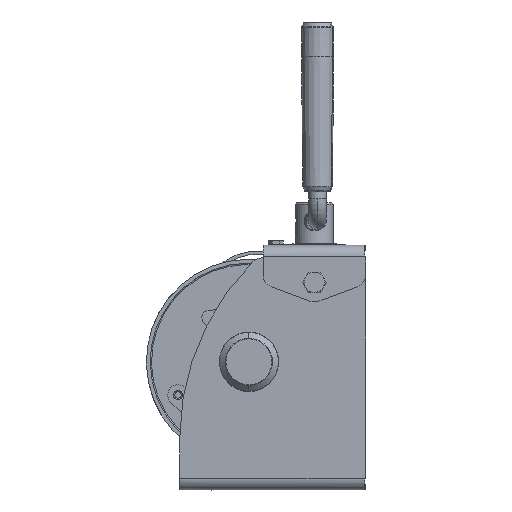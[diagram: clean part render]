
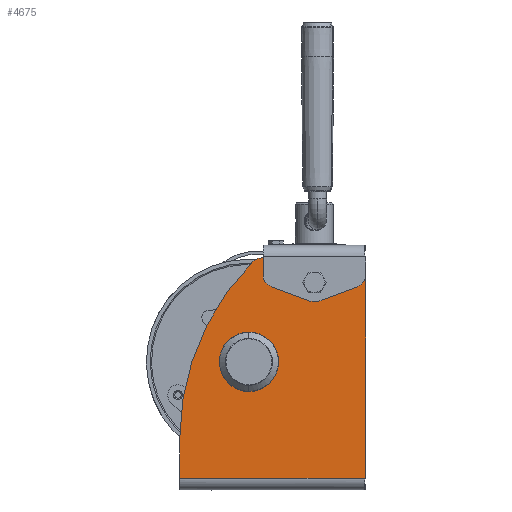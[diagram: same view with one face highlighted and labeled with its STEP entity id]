
A CAD part, left-side view. The second image highlights one B-rep face of the part: STEP entity #4675.
In plain terms, the highlighted planar face has unit normal (-1, 0, 0).
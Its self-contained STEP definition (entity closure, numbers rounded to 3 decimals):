
#575 = LINE ( 'NONE', #32403, #11145 ) ;
#1313 = CIRCLE ( 'NONE', #7093, 10. ) ;
#1836 = AXIS2_PLACEMENT_3D ( 'NONE', #22523, #3202, #25698 ) ;
#2387 = DIRECTION ( 'NONE',  ( 0., 0., -1. ) ) ;
#3134 = ORIENTED_EDGE ( 'NONE', *, *, #8183, .T. ) ;
#3202 = DIRECTION ( 'NONE',  ( 1., 0., 0. ) ) ;
#3773 = FACE_BOUND ( 'NONE', #19848, .T. ) ;
#3905 = EDGE_CURVE ( 'NONE', #34213, #27248, #1313, .T. ) ;
#4675 = ADVANCED_FACE ( 'NONE', ( #3773, #28408, #20955 ), #40409, .F. ) ;
#4834 = CIRCLE ( 'NONE', #12417, 12.75 ) ;
#5228 = CARTESIAN_POINT ( 'NONE',  ( -4., 0., 4. ) ) ;
#5483 = CIRCLE ( 'NONE', #30716, 5.25 ) ;
#6222 = CARTESIAN_POINT ( 'NONE',  ( -4., 145., 4. ) ) ;
#6537 = CARTESIAN_POINT ( 'NONE',  ( -4., 91., 112.75 ) ) ;
#6670 = EDGE_CURVE ( 'NONE', #33388, #34213, #32776, .T. ) ;
#6896 = DIRECTION ( 'NONE',  ( 1., 0., 0. ) ) ;
#6973 = AXIS2_PLACEMENT_3D ( 'NONE', #26136, #6896, #29314 ) ;
#7093 = AXIS2_PLACEMENT_3D ( 'NONE', #11175, #33621, #14440 ) ;
#8104 = LINE ( 'NONE', #6222, #16695 ) ;
#8183 = EDGE_CURVE ( 'NONE', #25439, #20558, #16035, .T. ) ;
#8982 = ORIENTED_EDGE ( 'NONE', *, *, #20734, .T. ) ;
#9033 = DIRECTION ( 'NONE',  ( 0., 1., 0. ) ) ;
#9378 = EDGE_CURVE ( 'NONE', #34899, #26150, #4834, .T. ) ;
#9747 = CARTESIAN_POINT ( 'NONE',  ( -4., 0., 9. ) ) ;
#10093 = EDGE_CURVE ( 'NONE', #39721, #33388, #11347, .T. ) ;
#10211 = AXIS2_PLACEMENT_3D ( 'NONE', #34666, #15508, #37822 ) ;
#10480 = ORIENTED_EDGE ( 'NONE', *, *, #9378, .T. ) ;
#10735 = CARTESIAN_POINT ( 'NONE',  ( -4., 145., 40. ) ) ;
#10974 = CARTESIAN_POINT ( 'NONE',  ( -4., 0.13, 9.807 ) ) ;
#11145 = VECTOR ( 'NONE', #38748, 1000. ) ;
#11175 = CARTESIAN_POINT ( 'NONE',  ( -4., 80.908, 171. ) ) ;
#11188 = VECTOR ( 'NONE', #9033, 1000. ) ;
#11347 = CIRCLE ( 'NONE', #38656, 3. ) ;
#11696 = DIRECTION ( 'NONE',  ( 1., 0., 0. ) ) ;
#11993 = AXIS2_PLACEMENT_3D ( 'NONE', #5228, #11696, #34127 ) ;
#12158 = CARTESIAN_POINT ( 'NONE',  ( -4., 3., 178. ) ) ;
#12417 = AXIS2_PLACEMENT_3D ( 'NONE', #19236, #41582, #22474 ) ;
#12789 = VECTOR ( 'NONE', #25910, 1000. ) ;
#13148 = ORIENTED_EDGE ( 'NONE', *, *, #29607, .T. ) ;
#13423 = CARTESIAN_POINT ( 'NONE',  ( -4., 40., 162. ) ) ;
#14440 = DIRECTION ( 'NONE',  ( 0., 0., -1. ) ) ;
#15080 = DIRECTION ( 'NONE',  ( 0., 0., 1. ) ) ;
#15420 = DIRECTION ( 'NONE',  ( 0., 0., -1. ) ) ;
#15508 = DIRECTION ( 'NONE',  ( -1., 0., 0. ) ) ;
#15618 = CARTESIAN_POINT ( 'NONE',  ( -4., 0.358, 9. ) ) ;
#16035 = CIRCLE ( 'NONE', #6973, 20. ) ;
#16186 = ORIENTED_EDGE ( 'NONE', *, *, #39542, .F. ) ;
#16263 = CARTESIAN_POINT ( 'NONE',  ( -4., 40., 156.75 ) ) ;
#16320 = CARTESIAN_POINT ( 'NONE',  ( -4., 3., 10.682 ) ) ;
#16379 = CARTESIAN_POINT ( 'NONE',  ( -4., 145., 9. ) ) ;
#16679 = DIRECTION ( 'NONE',  ( 0., 0., -1. ) ) ;
#16695 = VECTOR ( 'NONE', #25503, 1000. ) ;
#16748 = AXIS2_PLACEMENT_3D ( 'NONE', #13423, #35795, #16679 ) ;
#16873 = ORIENTED_EDGE ( 'NONE', *, *, #22247, .T. ) ;
#17772 = VERTEX_POINT ( 'NONE', #30127 ) ;
#18943 = CARTESIAN_POINT ( 'NONE',  ( -4., 145., 181. ) ) ;
#19236 = CARTESIAN_POINT ( 'NONE',  ( -4., 91., 100. ) ) ;
#19593 = DIRECTION ( 'NONE',  ( 0., 0., -1. ) ) ;
#19848 = EDGE_LOOP ( 'NONE', ( #24243, #29763 ) ) ;
#19989 = ORIENTED_EDGE ( 'NONE', *, *, #29509, .T. ) ;
#20558 = VERTEX_POINT ( 'NONE', #10974 ) ;
#20734 = EDGE_CURVE ( 'NONE', #20558, #30433, #22845, .T. ) ;
#20923 = CARTESIAN_POINT ( 'NONE',  ( -4., 3., 181. ) ) ;
#20955 = FACE_OUTER_BOUND ( 'NONE', #27413, .T. ) ;
#21377 = LINE ( 'NONE', #9747, #12789 ) ;
#21681 = DIRECTION ( 'NONE',  ( 1., 0., 0. ) ) ;
#22247 = EDGE_CURVE ( 'NONE', #36874, #30124, #8104, .T. ) ;
#22474 = DIRECTION ( 'NONE',  ( 0., 0., -1. ) ) ;
#22523 = CARTESIAN_POINT ( 'NONE',  ( -4., 91., 100. ) ) ;
#22845 = CIRCLE ( 'NONE', #25429, 3. ) ;
#23368 = ORIENTED_EDGE ( 'NONE', *, *, #10093, .T. ) ;
#23825 = ORIENTED_EDGE ( 'NONE', *, *, #30551, .T. ) ;
#23939 = EDGE_CURVE ( 'NONE', #28749, #33057, #5483, .T. ) ;
#24243 = ORIENTED_EDGE ( 'NONE', *, *, #33144, .T. ) ;
#25429 = AXIS2_PLACEMENT_3D ( 'NONE', #16320, #38631, #19593 ) ;
#25439 = VERTEX_POINT ( 'NONE', #15618 ) ;
#25503 = DIRECTION ( 'NONE',  ( 0., 0., -1. ) ) ;
#25698 = DIRECTION ( 'NONE',  ( 0., 0., -1. ) ) ;
#25910 = DIRECTION ( 'NONE',  ( 0., 1., 0. ) ) ;
#26136 = CARTESIAN_POINT ( 'NONE',  ( -4., -19., 3.973 ) ) ;
#26150 = VERTEX_POINT ( 'NONE', #6537 ) ;
#27248 = VERTEX_POINT ( 'NONE', #37911 ) ;
#27413 = EDGE_LOOP ( 'NONE', ( #3134, #8982, #38759, #23368, #34176, #29586, #23825, #16873, #16186 ) ) ;
#27900 = EDGE_LOOP ( 'NONE', ( #10480, #19989, #13148 ) ) ;
#28244 = CIRCLE ( 'NONE', #1836, 12.75 ) ;
#28408 = FACE_BOUND ( 'NONE', #27900, .T. ) ;
#28749 = VERTEX_POINT ( 'NONE', #29875 ) ;
#29314 = DIRECTION ( 'NONE',  ( 0., 0., -1. ) ) ;
#29509 = EDGE_CURVE ( 'NONE', #26150, #17772, #28244, .T. ) ;
#29586 = ORIENTED_EDGE ( 'NONE', *, *, #3905, .T. ) ;
#29607 = EDGE_CURVE ( 'NONE', #17772, #34899, #575, .T. ) ;
#29763 = ORIENTED_EDGE ( 'NONE', *, *, #23939, .T. ) ;
#29875 = CARTESIAN_POINT ( 'NONE',  ( -4., 40., 167.25 ) ) ;
#30124 = VERTEX_POINT ( 'NONE', #16379 ) ;
#30127 = CARTESIAN_POINT ( 'NONE',  ( -4., 83.767, 89.5 ) ) ;
#30433 = VERTEX_POINT ( 'NONE', #33991 ) ;
#30551 = EDGE_CURVE ( 'NONE', #27248, #36874, #38127, .T. ) ;
#30716 = AXIS2_PLACEMENT_3D ( 'NONE', #40769, #21681, #2387 ) ;
#32015 = CARTESIAN_POINT ( 'NONE',  ( -4., 80.908, 181. ) ) ;
#32403 = CARTESIAN_POINT ( 'NONE',  ( -4., 98.233, 89.5 ) ) ;
#32776 = LINE ( 'NONE', #18943, #11188 ) ;
#33057 = VERTEX_POINT ( 'NONE', #16263 ) ;
#33144 = EDGE_CURVE ( 'NONE', #33057, #28749, #39054, .T. ) ;
#33388 = VERTEX_POINT ( 'NONE', #20923 ) ;
#33621 = DIRECTION ( 'NONE',  ( -1., 0., 0. ) ) ;
#33991 = CARTESIAN_POINT ( 'NONE',  ( -4., 0., 10.682 ) ) ;
#34127 = DIRECTION ( 'NONE',  ( 0., 0., -1. ) ) ;
#34176 = ORIENTED_EDGE ( 'NONE', *, *, #6670, .T. ) ;
#34213 = VERTEX_POINT ( 'NONE', #32015 ) ;
#34585 = DIRECTION ( 'NONE',  ( -1., 0., 0. ) ) ;
#34666 = CARTESIAN_POINT ( 'NONE',  ( -4., -50.675, 40. ) ) ;
#34899 = VERTEX_POINT ( 'NONE', #35122 ) ;
#35122 = CARTESIAN_POINT ( 'NONE',  ( -4., 98.233, 89.5 ) ) ;
#35795 = DIRECTION ( 'NONE',  ( 1., 0., 0. ) ) ;
#36033 = CARTESIAN_POINT ( 'NONE',  ( -4., 0., 178. ) ) ;
#36874 = VERTEX_POINT ( 'NONE', #10735 ) ;
#37411 = CARTESIAN_POINT ( 'NONE',  ( -4., 0., 181. ) ) ;
#37791 = EDGE_CURVE ( 'NONE', #30433, #39721, #37880, .T. ) ;
#37822 = DIRECTION ( 'NONE',  ( 0., 0., -1. ) ) ;
#37880 = LINE ( 'NONE', #37411, #38881 ) ;
#37911 = CARTESIAN_POINT ( 'NONE',  ( -4., 87.995, 178.055 ) ) ;
#38127 = CIRCLE ( 'NONE', #10211, 195.675 ) ;
#38631 = DIRECTION ( 'NONE',  ( -1., 0., 0. ) ) ;
#38656 = AXIS2_PLACEMENT_3D ( 'NONE', #12158, #34585, #15420 ) ;
#38748 = DIRECTION ( 'NONE',  ( 0., 1., 0. ) ) ;
#38759 = ORIENTED_EDGE ( 'NONE', *, *, #37791, .T. ) ;
#38881 = VECTOR ( 'NONE', #15080, 1000. ) ;
#39054 = CIRCLE ( 'NONE', #16748, 5.25 ) ;
#39542 = EDGE_CURVE ( 'NONE', #25439, #30124, #21377, .T. ) ;
#39721 = VERTEX_POINT ( 'NONE', #36033 ) ;
#40409 = PLANE ( 'NONE',  #11993 ) ;
#40769 = CARTESIAN_POINT ( 'NONE',  ( -4., 40., 162. ) ) ;
#41582 = DIRECTION ( 'NONE',  ( 1., 0., 0. ) ) ;
